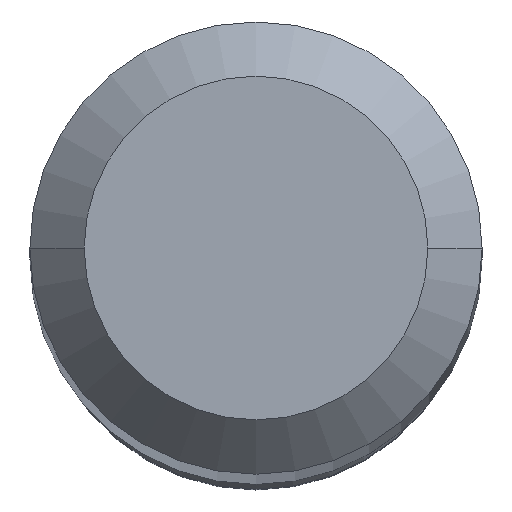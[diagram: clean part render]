
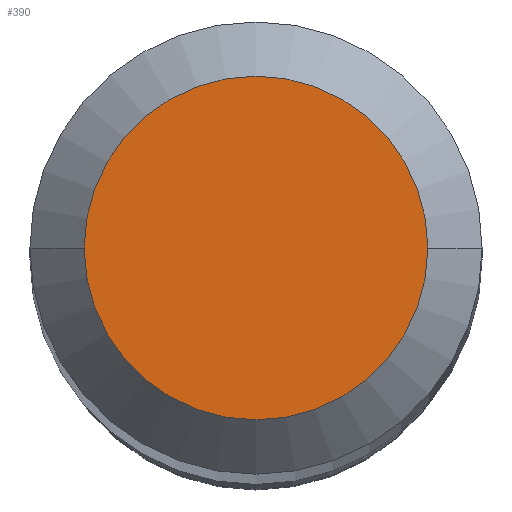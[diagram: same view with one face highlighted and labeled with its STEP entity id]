
A CAD part, top view. The second image highlights one B-rep face of the part: STEP entity #390.
In plain terms, the highlighted planar face has unit normal (0, 0, 1).
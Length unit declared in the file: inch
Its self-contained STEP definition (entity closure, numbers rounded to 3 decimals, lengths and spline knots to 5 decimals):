
#43 = AXIS2_PLACEMENT_3D ( 'NONE', #92, #392, #426 ) ;
#45 = PLANE ( 'NONE',  #43 ) ;
#50 = FACE_OUTER_BOUND ( 'NONE', #415, .T. ) ;
#53 = EDGE_CURVE ( 'NONE', #296, #559, #554, .T. ) ;
#57 = DIRECTION ( 'NONE',  ( 1., 0., 0. ) ) ;
#68 = AXIS2_PLACEMENT_3D ( 'NONE', #89, #284, #57 ) ;
#69 = CIRCLE ( 'NONE', #563, 0.0475 ) ;
#89 = CARTESIAN_POINT ( 'NONE',  ( 0., 0., 0. ) ) ;
#92 = CARTESIAN_POINT ( 'NONE',  ( 0., 0.0475, 0. ) ) ;
#144 = CARTESIAN_POINT ( 'NONE',  ( 0.0475, 0., 0. ) ) ;
#177 = ORIENTED_EDGE ( 'NONE', *, *, #53, .T. ) ;
#204 = CARTESIAN_POINT ( 'NONE',  ( -0.0475, 0., 0. ) ) ;
#228 = DIRECTION ( 'NONE',  ( 1., 0., 0. ) ) ;
#276 = ORIENTED_EDGE ( 'NONE', *, *, #405, .T. ) ;
#284 = DIRECTION ( 'NONE',  ( 0., 0., 1. ) ) ;
#296 = VERTEX_POINT ( 'NONE', #144 ) ;
#390 = ADVANCED_FACE ( 'NONE', ( #50 ), #45, .F. ) ;
#392 = DIRECTION ( 'NONE',  ( 0., 0., -1. ) ) ;
#405 = EDGE_CURVE ( 'NONE', #559, #296, #69, .T. ) ;
#415 = EDGE_LOOP ( 'NONE', ( #276, #177 ) ) ;
#426 = DIRECTION ( 'NONE',  ( -1., 0., 0. ) ) ;
#441 = DIRECTION ( 'NONE',  ( 0., 0., 1. ) ) ;
#479 = CARTESIAN_POINT ( 'NONE',  ( 0., 0., 0. ) ) ;
#554 = CIRCLE ( 'NONE', #68, 0.0475 ) ;
#559 = VERTEX_POINT ( 'NONE', #204 ) ;
#563 = AXIS2_PLACEMENT_3D ( 'NONE', #479, #441, #228 ) ;
